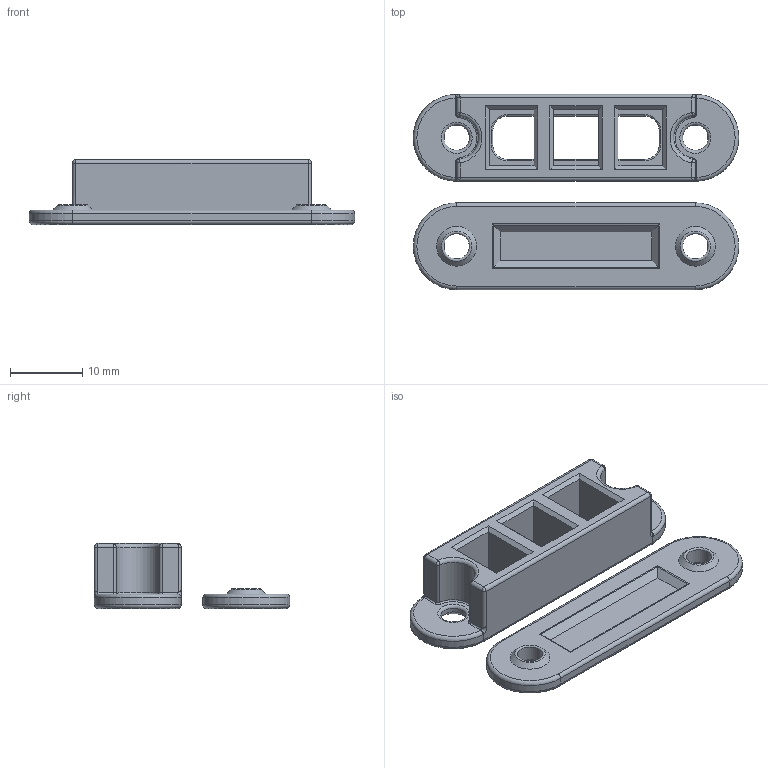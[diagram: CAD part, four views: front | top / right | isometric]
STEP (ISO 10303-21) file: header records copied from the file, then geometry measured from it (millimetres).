
FILE_DESCRIPTION(/* description */ (''),/* implementation_level */ '2;1');
FILE_NAME(/* name */ '3-connector 2-pin v4.step',/* time_stamp */ '2022-10-14T21:35:19-05:00',/* author */ (''),/* organization */ (''),/* preprocessor_version */ 'ST-DEVELOPER v19',/* originating_system */ 'Autodesk Translation Framework v11.7.0.108',/* authorisation */ '');
FILE_SCHEMA (('AUTOMOTIVE_DESIGN { 1 0 10303 214 3 1 1 }'));
Length unit declared in the file: millimetre
Products named in the file (1): 3-connector 2-pin
Bounding box: 45 x 27 x 9 mm (x, y, z)
Volume: 3120.3 mm3; surface area: 3525 mm2
Topology: 2 solids, 2 shells, 169 faces, 420 edges, 246 vertices
Faces by surface type: plane 61, cylinder 58, torus 34, bspline 12, cone 4
Full cylindrical faces by diameter (mm): 3.5 x4
Entity records: 5322 total; most frequent: CARTESIAN_POINT 1268, DIRECTION 872, ORIENTED_EDGE 824, EDGE_CURVE 412, AXIS2_PLACEMENT_3D 326, VERTEX_POINT 246, LINE 220, VECTOR 220
